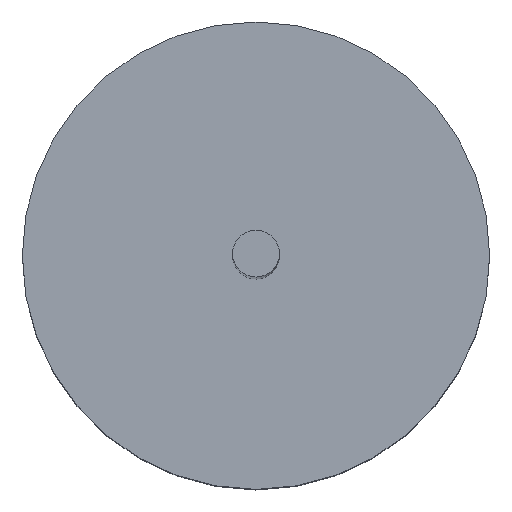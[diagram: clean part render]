
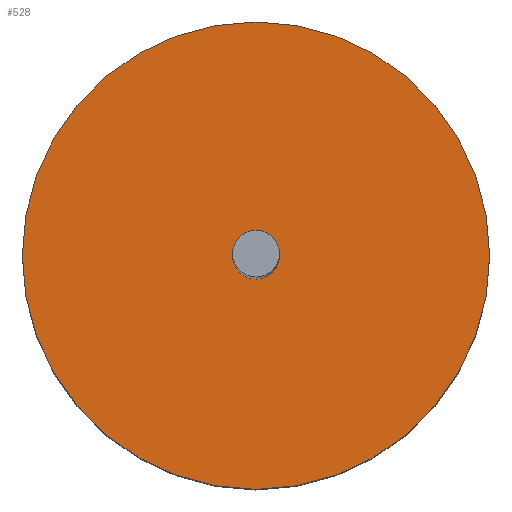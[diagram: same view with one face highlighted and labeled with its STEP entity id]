
A CAD part, top view. The second image highlights one B-rep face of the part: STEP entity #528.
In plain terms, the highlighted planar face has unit normal (0, 0, 1).
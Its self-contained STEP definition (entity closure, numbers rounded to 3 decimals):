
#147=CARTESIAN_POINT('',(0.,0.,3.));
#148=DIRECTION('',(0.,0.,1.));
#149=DIRECTION('',(1.,0.,0.));
#150=AXIS2_PLACEMENT_3D('',#147,#148,#149);
#152=CARTESIAN_POINT('',(0.,0.,3.));
#153=DIRECTION('',(0.,0.,1.));
#154=DIRECTION('',(-1.,0.,0.));
#155=AXIS2_PLACEMENT_3D('',#152,#153,#154);
#157=CARTESIAN_POINT('',(0.,0.,3.));
#158=DIRECTION('',(0.,0.,1.));
#159=DIRECTION('',(1.,0.,0.));
#160=AXIS2_PLACEMENT_3D('',#157,#158,#159);
#162=CARTESIAN_POINT('',(0.,0.,3.));
#163=DIRECTION('',(0.,0.,1.));
#164=DIRECTION('',(-1.,0.,0.));
#165=AXIS2_PLACEMENT_3D('',#162,#163,#164);
#201=CARTESIAN_POINT('',(4.,0.,3.));
#202=CARTESIAN_POINT('',(-4.,0.,3.));
#203=VERTEX_POINT('',#201);
#204=VERTEX_POINT('',#202);
#233=CARTESIAN_POINT('',(0.4,0.,3.));
#234=CARTESIAN_POINT('',(-0.4,0.,3.));
#235=VERTEX_POINT('',#233);
#236=VERTEX_POINT('',#234);
#515=CARTESIAN_POINT('',(0.,0.,3.));
#516=DIRECTION('',(0.,0.,1.));
#517=DIRECTION('',(1.,0.,0.));
#518=AXIS2_PLACEMENT_3D('',#515,#516,#517);
#519=PLANE('',#518);
#520=ORIENTED_EDGE('',*,*,#311,.F.);
#521=ORIENTED_EDGE('',*,*,#369,.F.);
#522=EDGE_LOOP('',(#520,#521));
#523=FACE_OUTER_BOUND('',#522,.F.);
#524=ORIENTED_EDGE('',*,*,#411,.T.);
#525=ORIENTED_EDGE('',*,*,#470,.T.);
#526=EDGE_LOOP('',(#524,#525));
#527=FACE_BOUND('',#526,.F.);
#151=CIRCLE('',#150,4.);
#156=CIRCLE('',#155,4.);
#161=CIRCLE('',#160,0.4);
#166=CIRCLE('',#165,0.4);
#311=EDGE_CURVE('',#203,#204,#151,.T.);
#369=EDGE_CURVE('',#204,#203,#156,.T.);
#411=EDGE_CURVE('',#235,#236,#161,.T.);
#470=EDGE_CURVE('',#236,#235,#166,.T.);
#528=ADVANCED_FACE('',(#523,#527),#519,.T.);
